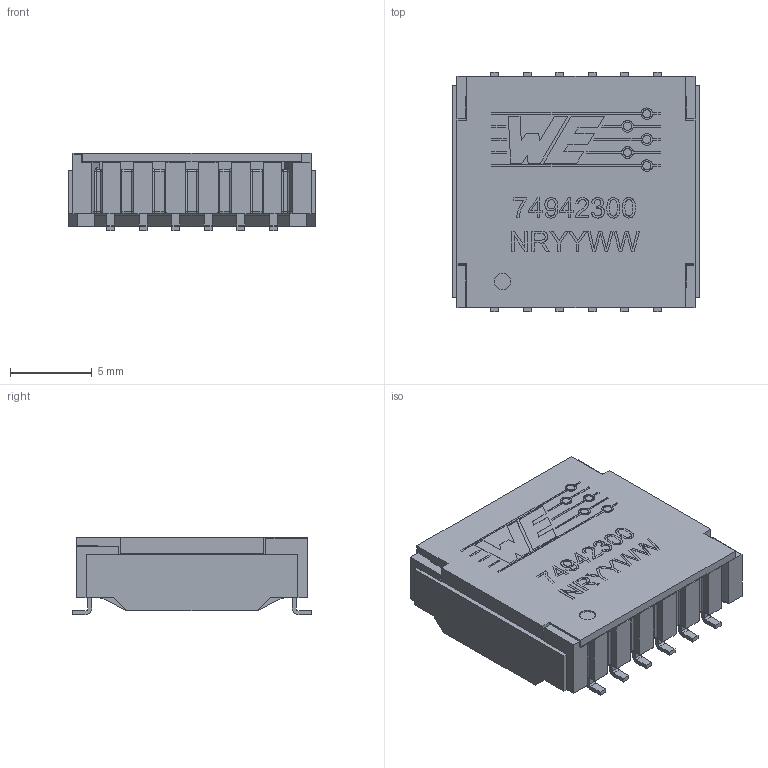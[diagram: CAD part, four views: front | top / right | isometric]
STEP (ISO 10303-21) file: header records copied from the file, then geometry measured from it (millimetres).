
FILE_DESCRIPTION(/* description */ ('Unknown'),/* implementation_level */ '2;1');
FILE_NAME(/* name */ '74942300',/* time_stamp */ '2021-08-31T13:20:09+02:00',/* author */ ('Unknown'),/* organization */ ('Unknown'),/* preprocessor_version */ 'ST-DEVELOPER v16.7',/* originating_system */ 'Unknown',/* authorisation */ ' ');
FILE_SCHEMA (('CONFIG_CONTROL_DESIGN'));
Length unit declared in the file: millimetre
Products named in the file (3): id3; case-B; base
Assembly tree (2 placements, depth 2):
  id3
    case-B
    base
Bounding box: 15.1 x 14.7 x 4.75 mm (x, y, z)
Volume: 429.8 mm3; surface area: 1539.5 mm2
Topology: 2 solids, 2 shells, 1393 faces, 3843 edges, 2490 vertices
Faces by surface type: plane 999, cylinder 239, torus 88, bspline 59, sphere 8
Full cylindrical faces by diameter (mm): 0.504 x2, 1 x1
Entity records: 55053 total; most frequent: CARTESIAN_POINT 10232, ORIENTED_EDGE 7662, DIRECTION 6714, EDGE_CURVE 3831, LINE 2954, VECTOR 2954, VERTEX_POINT 2490, AXIS2_PLACEMENT_3D 1880
